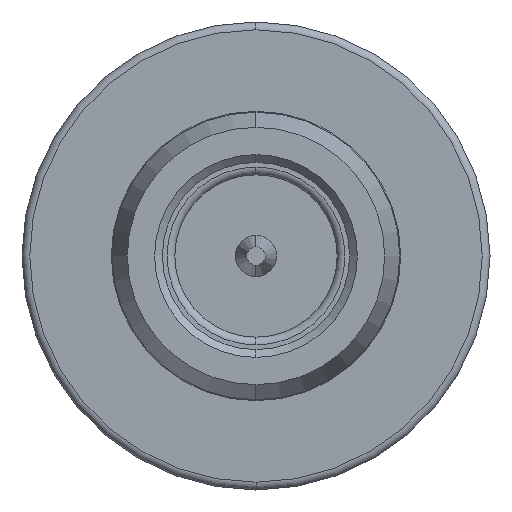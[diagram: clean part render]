
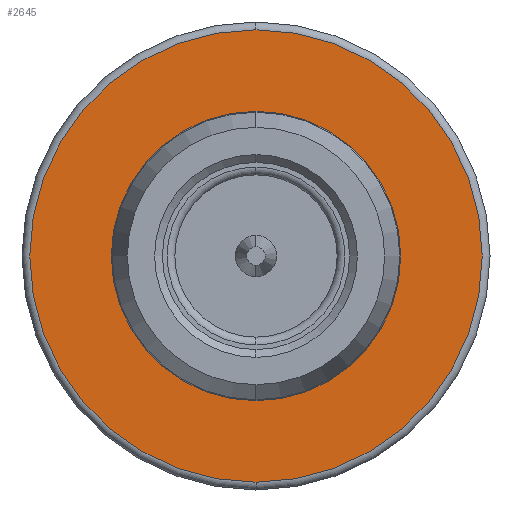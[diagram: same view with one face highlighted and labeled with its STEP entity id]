
A CAD part, left-side view. The second image highlights one B-rep face of the part: STEP entity #2645.
In plain terms, the highlighted planar face has unit normal (-1, 0, 0).
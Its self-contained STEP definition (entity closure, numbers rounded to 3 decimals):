
#93 = EDGE_CURVE ( 'NONE', #2194, #2564, #4027, .T. ) ;
#146 = DIRECTION ( 'NONE',  ( -1., 0., 0. ) ) ;
#153 = ORIENTED_EDGE ( 'NONE', *, *, #93, .T. ) ;
#196 = DIRECTION ( 'NONE',  ( 0., 0., -1. ) ) ;
#259 = AXIS2_PLACEMENT_3D ( 'NONE', #3397, #1506, #3709 ) ;
#355 = ORIENTED_EDGE ( 'NONE', *, *, #898, .T. ) ;
#526 = CIRCLE ( 'NONE', #1023, 2.9 ) ;
#565 = ORIENTED_EDGE ( 'NONE', *, *, #3997, .F. ) ;
#571 = AXIS2_PLACEMENT_3D ( 'NONE', #2078, #1803, #196 ) ;
#672 = AXIS2_PLACEMENT_3D ( 'NONE', #1866, #4048, #2173 ) ;
#898 = EDGE_CURVE ( 'NONE', #2564, #2194, #526, .T. ) ;
#980 = CARTESIAN_POINT ( 'NONE',  ( 6., 0., 2.9 ) ) ;
#1023 = AXIS2_PLACEMENT_3D ( 'NONE', #2034, #146, #2346 ) ;
#1166 = EDGE_LOOP ( 'NONE', ( #1698, #565 ) ) ;
#1261 = VERTEX_POINT ( 'NONE', #1462 ) ;
#1374 = FACE_BOUND ( 'NONE', #1166, .T. ) ;
#1432 = DIRECTION ( 'NONE',  ( -1., 0., 0. ) ) ;
#1462 = CARTESIAN_POINT ( 'NONE',  ( 6., 0., 1.855 ) ) ;
#1506 = DIRECTION ( 'NONE',  ( -1., 0., 0. ) ) ;
#1698 = ORIENTED_EDGE ( 'NONE', *, *, #2954, .F. ) ;
#1803 = DIRECTION ( 'NONE',  ( -1., 0., 0. ) ) ;
#1844 = PLANE ( 'NONE',  #672 ) ;
#1860 = CIRCLE ( 'NONE', #2651, 1.855 ) ;
#1866 = CARTESIAN_POINT ( 'NONE',  ( 6., 1.855, 0. ) ) ;
#2034 = CARTESIAN_POINT ( 'NONE',  ( 6., 0., 0. ) ) ;
#2078 = CARTESIAN_POINT ( 'NONE',  ( 6., 0., 0. ) ) ;
#2085 = VERTEX_POINT ( 'NONE', #2512 ) ;
#2173 = DIRECTION ( 'NONE',  ( 0., 0., -1. ) ) ;
#2194 = VERTEX_POINT ( 'NONE', #980 ) ;
#2230 = CIRCLE ( 'NONE', #259, 1.855 ) ;
#2346 = DIRECTION ( 'NONE',  ( 0., 0., -1. ) ) ;
#2512 = CARTESIAN_POINT ( 'NONE',  ( 6., 0., -1.855 ) ) ;
#2564 = VERTEX_POINT ( 'NONE', #3672 ) ;
#2645 = ADVANCED_FACE ( 'NONE', ( #3040, #1374 ), #1844, .F. ) ;
#2651 = AXIS2_PLACEMENT_3D ( 'NONE', #3310, #1432, #3619 ) ;
#2954 = EDGE_CURVE ( 'NONE', #1261, #2085, #2230, .T. ) ;
#3040 = FACE_OUTER_BOUND ( 'NONE', #3270, .T. ) ;
#3270 = EDGE_LOOP ( 'NONE', ( #355, #153 ) ) ;
#3310 = CARTESIAN_POINT ( 'NONE',  ( 6., 0., 0. ) ) ;
#3397 = CARTESIAN_POINT ( 'NONE',  ( 6., 0., 0. ) ) ;
#3619 = DIRECTION ( 'NONE',  ( 0., 0., 1. ) ) ;
#3672 = CARTESIAN_POINT ( 'NONE',  ( 6., 0., -2.9 ) ) ;
#3709 = DIRECTION ( 'NONE',  ( 0., 0., 1. ) ) ;
#3997 = EDGE_CURVE ( 'NONE', #2085, #1261, #1860, .T. ) ;
#4027 = CIRCLE ( 'NONE', #571, 2.9 ) ;
#4048 = DIRECTION ( 'NONE',  ( 1., 0., 0. ) ) ;
